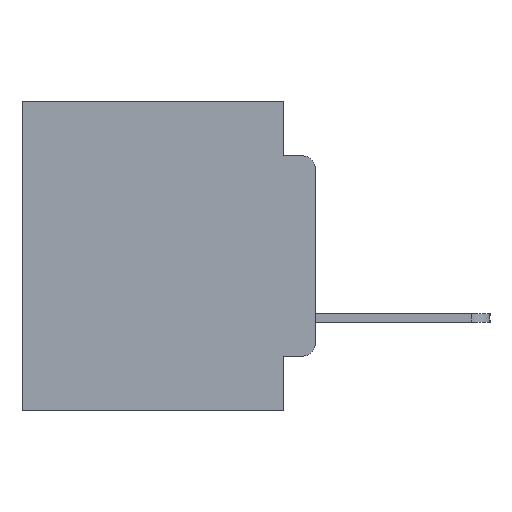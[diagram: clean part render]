
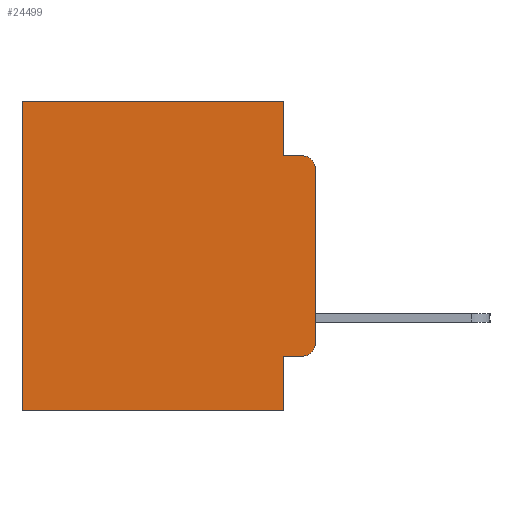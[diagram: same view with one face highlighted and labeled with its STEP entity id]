
A CAD part, left-side view. The second image highlights one B-rep face of the part: STEP entity #24499.
In plain terms, the highlighted planar face has unit normal (-1, 0, 0).
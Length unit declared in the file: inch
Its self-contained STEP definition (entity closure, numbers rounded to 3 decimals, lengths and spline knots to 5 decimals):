
#996 = EDGE_CURVE ( 'NONE', #4777, #14843, #18939, .T. ) ;
#1047 = LINE ( 'NONE', #1857, #16887 ) ;
#1065 = CARTESIAN_POINT ( 'NONE',  ( 0.298, 0.051, -0.5 ) ) ;
#1469 = VERTEX_POINT ( 'NONE', #12477 ) ;
#1581 = ORIENTED_EDGE ( 'NONE', *, *, #23588, .F. ) ;
#1644 = PLANE ( 'NONE',  #26603 ) ;
#1857 = CARTESIAN_POINT ( 'NONE',  ( 0.298, 0.473, 0. ) ) ;
#2308 = VERTEX_POINT ( 'NONE', #25142 ) ;
#2442 = CARTESIAN_POINT ( 'NONE',  ( 0.298, 0.02, -0.3915 ) ) ;
#3110 = VERTEX_POINT ( 'NONE', #3251 ) ;
#3174 = DIRECTION ( 'NONE',  ( -1., 0., 0. ) ) ;
#3251 = CARTESIAN_POINT ( 'NONE',  ( 0.298, 0.473, -0.5 ) ) ;
#3417 = LINE ( 'NONE', #19689, #24412 ) ;
#3750 = CARTESIAN_POINT ( 'NONE',  ( 0.298, 0., -0.1085 ) ) ;
#4054 = DIRECTION ( 'NONE',  ( 0., 0., -1. ) ) ;
#4270 = EDGE_CURVE ( 'NONE', #22949, #11205, #19151, .T. ) ;
#4366 = AXIS2_PLACEMENT_3D ( 'NONE', #15391, #3174, #17481 ) ;
#4581 = DIRECTION ( 'NONE',  ( 0., 0., -1. ) ) ;
#4645 = ORIENTED_EDGE ( 'NONE', *, *, #15676, .F. ) ;
#4777 = VERTEX_POINT ( 'NONE', #12003 ) ;
#5248 = DIRECTION ( 'NONE',  ( 0., 1., 0. ) ) ;
#5417 = CARTESIAN_POINT ( 'NONE',  ( 0.298, 0.051, 0. ) ) ;
#6502 = CARTESIAN_POINT ( 'NONE',  ( 0.298, 0., -0.5 ) ) ;
#8482 = DIRECTION ( 'NONE',  ( 0., 1., 0. ) ) ;
#8677 = LINE ( 'NONE', #9060, #14323 ) ;
#8686 = CARTESIAN_POINT ( 'NONE',  ( 0.298, 0.051, -0.0885 ) ) ;
#9060 = CARTESIAN_POINT ( 'NONE',  ( 0.298, 0.051, -0.4115 ) ) ;
#9627 = VECTOR ( 'NONE', #8482, 39.37008 ) ;
#9727 = CARTESIAN_POINT ( 'NONE',  ( 0.298, 0., 0. ) ) ;
#10001 = DIRECTION ( 'NONE',  ( 0., 0., -1. ) ) ;
#10067 = VERTEX_POINT ( 'NONE', #1065 ) ;
#10129 = CIRCLE ( 'NONE', #4366, 0.02 ) ;
#11205 = VERTEX_POINT ( 'NONE', #12402 ) ;
#11224 = EDGE_CURVE ( 'NONE', #10067, #3110, #20526, .T. ) ;
#11259 = ORIENTED_EDGE ( 'NONE', *, *, #16795, .T. ) ;
#11926 = CIRCLE ( 'NONE', #24790, 0.02 ) ;
#12003 = CARTESIAN_POINT ( 'NONE',  ( 0.298, 0.051, 0. ) ) ;
#12297 = VECTOR ( 'NONE', #18515, 39.37008 ) ;
#12402 = CARTESIAN_POINT ( 'NONE',  ( 0.298, 0., -0.3915 ) ) ;
#12477 = CARTESIAN_POINT ( 'NONE',  ( 0.298, 0.051, -0.4115 ) ) ;
#12600 = EDGE_CURVE ( 'NONE', #20954, #17955, #3417, .T. ) ;
#12776 = VECTOR ( 'NONE', #5248, 39.37008 ) ;
#12968 = DIRECTION ( 'NONE',  ( 0., -1., 0. ) ) ;
#13155 = ORIENTED_EDGE ( 'NONE', *, *, #11224, .F. ) ;
#13649 = VECTOR ( 'NONE', #25437, 39.37008 ) ;
#13705 = VECTOR ( 'NONE', #21711, 39.37008 ) ;
#14323 = VECTOR ( 'NONE', #12968, 39.37008 ) ;
#14374 = LINE ( 'NONE', #5417, #13705 ) ;
#14843 = VERTEX_POINT ( 'NONE', #18399 ) ;
#15391 = CARTESIAN_POINT ( 'NONE',  ( 0.298, 0.02, -0.1085 ) ) ;
#15676 = EDGE_CURVE ( 'NONE', #4777, #20954, #14374, .T. ) ;
#16442 = CARTESIAN_POINT ( 'NONE',  ( 0.298, 0.051, 0. ) ) ;
#16770 = DIRECTION ( 'NONE',  ( -1., 0., 0. ) ) ;
#16795 = EDGE_CURVE ( 'NONE', #14843, #3110, #1047, .T. ) ;
#16887 = VECTOR ( 'NONE', #4054, 39.37008 ) ;
#17412 = ORIENTED_EDGE ( 'NONE', *, *, #996, .T. ) ;
#17481 = DIRECTION ( 'NONE',  ( 0., 0., -1. ) ) ;
#17662 = ORIENTED_EDGE ( 'NONE', *, *, #17695, .T. ) ;
#17695 = EDGE_CURVE ( 'NONE', #22949, #17955, #10129, .T. ) ;
#17955 = VERTEX_POINT ( 'NONE', #22140 ) ;
#18281 = EDGE_CURVE ( 'NONE', #1469, #2308, #8677, .T. ) ;
#18399 = CARTESIAN_POINT ( 'NONE',  ( 0.298, 0.473, 0. ) ) ;
#18515 = DIRECTION ( 'NONE',  ( 0., 0., -1. ) ) ;
#18939 = LINE ( 'NONE', #9727, #12776 ) ;
#19151 = LINE ( 'NONE', #20618, #13649 ) ;
#19689 = CARTESIAN_POINT ( 'NONE',  ( 0.298, 0.051, -0.0885 ) ) ;
#19779 = DIRECTION ( 'NONE',  ( 0., -1., 0. ) ) ;
#20215 = CARTESIAN_POINT ( 'NONE',  ( 0.298, 0., 0. ) ) ;
#20526 = LINE ( 'NONE', #6502, #9627 ) ;
#20618 = CARTESIAN_POINT ( 'NONE',  ( 0.298, 0., 0. ) ) ;
#20954 = VERTEX_POINT ( 'NONE', #8686 ) ;
#21561 = ORIENTED_EDGE ( 'NONE', *, *, #12600, .F. ) ;
#21711 = DIRECTION ( 'NONE',  ( 0., 0., -1. ) ) ;
#21823 = EDGE_LOOP ( 'NONE', ( #25590, #17662, #21561, #4645, #17412, #11259, #13155, #1581, #25284, #24067 ) ) ;
#22140 = CARTESIAN_POINT ( 'NONE',  ( 0.298, 0.02, -0.0885 ) ) ;
#22269 = DIRECTION ( 'NONE',  ( 1., 0., 0. ) ) ;
#22949 = VERTEX_POINT ( 'NONE', #3750 ) ;
#23238 = LINE ( 'NONE', #16442, #12297 ) ;
#23588 = EDGE_CURVE ( 'NONE', #1469, #10067, #23238, .T. ) ;
#24067 = ORIENTED_EDGE ( 'NONE', *, *, #24663, .T. ) ;
#24412 = VECTOR ( 'NONE', #19779, 39.37008 ) ;
#24499 = ADVANCED_FACE ( 'NONE', ( #25947 ), #1644, .F. ) ;
#24663 = EDGE_CURVE ( 'NONE', #2308, #11205, #11926, .T. ) ;
#24790 = AXIS2_PLACEMENT_3D ( 'NONE', #2442, #16770, #4581 ) ;
#25142 = CARTESIAN_POINT ( 'NONE',  ( 0.298, 0.02, -0.4115 ) ) ;
#25284 = ORIENTED_EDGE ( 'NONE', *, *, #18281, .T. ) ;
#25437 = DIRECTION ( 'NONE',  ( 0., 0., -1. ) ) ;
#25590 = ORIENTED_EDGE ( 'NONE', *, *, #4270, .F. ) ;
#25947 = FACE_OUTER_BOUND ( 'NONE', #21823, .T. ) ;
#26603 = AXIS2_PLACEMENT_3D ( 'NONE', #20215, #22269, #10001 ) ;
